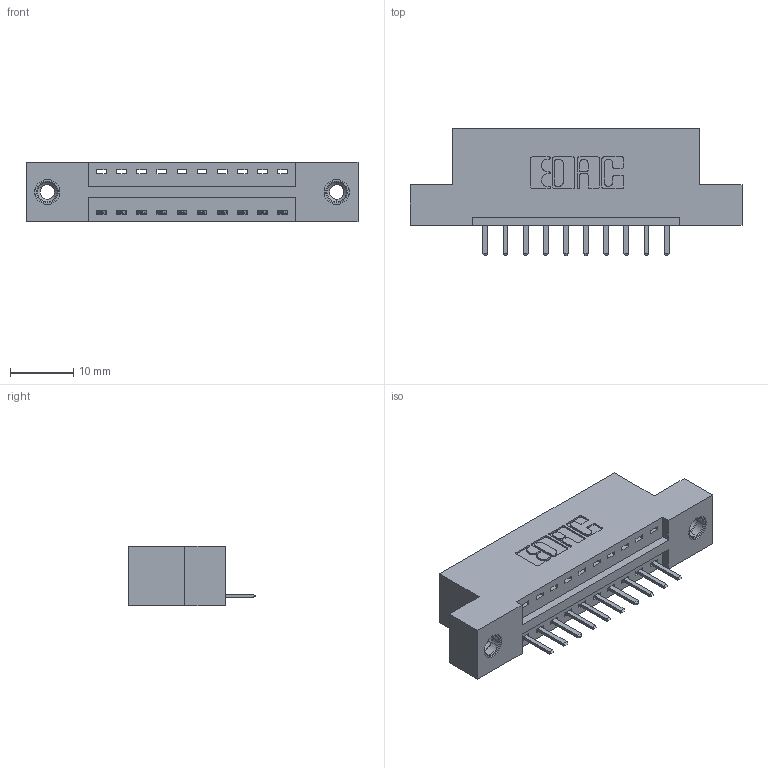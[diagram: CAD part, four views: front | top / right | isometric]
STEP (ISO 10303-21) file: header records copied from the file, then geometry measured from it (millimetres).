
FILE_DESCRIPTION (( 'STEP AP203' ), '1' );
FILE_NAME ('346-010-520-108.STEP', '2022-05-04T23:19:24', ( '' ), ( '' ), 'SwSTEP 2.0', 'SolidWorks 2020', '' );
FILE_SCHEMA (( 'CONFIG_CONTROL_DESIGN' ));
Length unit declared in the file: inch
Products named in the file (4): 345-292-001_345-293-120; 346-010-520-108; 346 Part_Flush Mounting Lugs - 0.156 Dia-TI; 345-250-001_345-250-003-102
Assembly tree (13 placements, depth 2):
  346-010-520-108
    346 Part_Flush Mounting Lugs - 0.156 Dia-TI
    345-292-001_345-293-120  x10
    345-250-001_345-250-003-102  x2
Bounding box: 52.32 x 20.02 x 9.4 mm (x, y, z)
Volume: 4752.8 mm3; surface area: 5520.9 mm2
Topology: 13 solids, 13 shells, 802 faces, 2305 edges, 1502 vertices
Faces by surface type: plane 528, cylinder 258, cone 12, torus 4
Entity records: 11814 total; most frequent: CARTESIAN_POINT 2029, ORIENTED_EDGE 1954, DIRECTION 1843, EDGE_CURVE 977, LINE 781, VECTOR 781, VERTEX_POINT 644, AXIS2_PLACEMENT_3D 531
